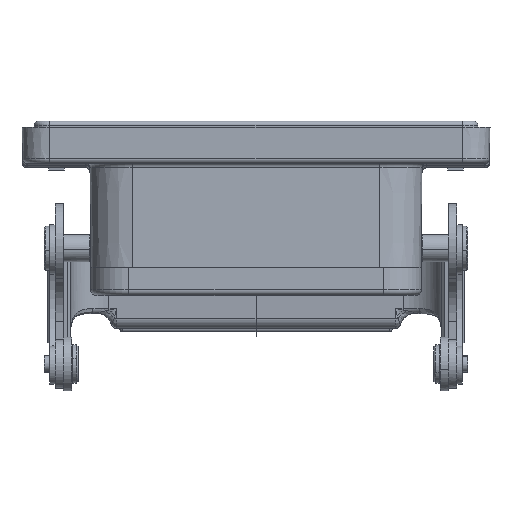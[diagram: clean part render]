
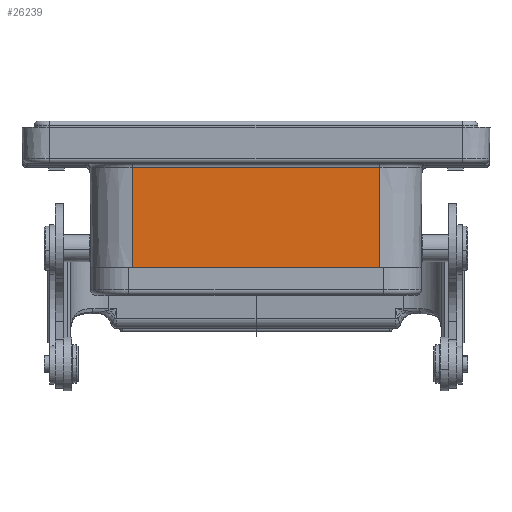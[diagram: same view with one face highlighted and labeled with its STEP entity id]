
A CAD part, top view. The second image highlights one B-rep face of the part: STEP entity #26239.
In plain terms, the highlighted planar face has unit normal (0, -0.009, 1).
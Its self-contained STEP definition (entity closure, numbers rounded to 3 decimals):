
#6401=DIRECTION('',(1.,0.,0.));
#6402=VECTOR('',#6401,45.);
#6403=CARTESIAN_POINT('',(-22.5,0.,21.5));
#6404=LINE('',#6403,#6402);
#6405=DIRECTION('',(0.,-1.,-0.009));
#6406=VECTOR('',#6405,18.208);
#6407=CARTESIAN_POINT('',(-22.5,18.207,21.659));
#6408=LINE('',#6407,#6406);
#6409=DIRECTION('',(1.,0.,0.));
#6410=VECTOR('',#6409,45.);
#6411=CARTESIAN_POINT('',(-22.5,18.207,21.659));
#6412=LINE('',#6411,#6410);
#6413=DIRECTION('',(0.,-1.,-0.009));
#6414=VECTOR('',#6413,18.208);
#6415=CARTESIAN_POINT('',(22.5,18.207,21.659));
#6416=LINE('',#6415,#6414);
#14872=CARTESIAN_POINT('',(22.5,18.207,21.659));
#14873=VERTEX_POINT('',#14872);
#14876=CARTESIAN_POINT('',(-22.5,18.207,
21.659));
#14877=VERTEX_POINT('',#14876);
#15296=CARTESIAN_POINT('',(-22.5,0.,21.5));
#15297=CARTESIAN_POINT('',(22.5,0.,21.5));
#15298=VERTEX_POINT('',#15296);
#15299=VERTEX_POINT('',#15297);
#26226=CARTESIAN_POINT('',(-32.22,0.,21.5));
#26227=DIRECTION('',(0.,-0.009,1.));
#26228=DIRECTION('',(-1.,0.,0.));
#26229=AXIS2_PLACEMENT_3D('',#26226,#26227,#26228);
#26230=PLANE('',#26229);
#26231=ORIENTED_EDGE('',*,*,#26213,.F.);
#26232=ORIENTED_EDGE('',*,*,#23769,.F.);
#26234=ORIENTED_EDGE('',*,*,#26233,.T.);
#26236=ORIENTED_EDGE('',*,*,#26235,.T.);
#26237=EDGE_LOOP('',(#26231,#26232,#26234,#26236));
#26238=FACE_OUTER_BOUND('',#26237,.F.);
#26239=ADVANCED_FACE('',(#26238),#26230,.T.);
#23769=EDGE_CURVE('',#14877,#15298,#6408,.T.);
#26213=EDGE_CURVE('',#15298,#15299,#6404,.T.);
#26233=EDGE_CURVE('',#14877,#14873,#6412,.T.);
#26235=EDGE_CURVE('',#14873,#15299,#6416,.T.);
